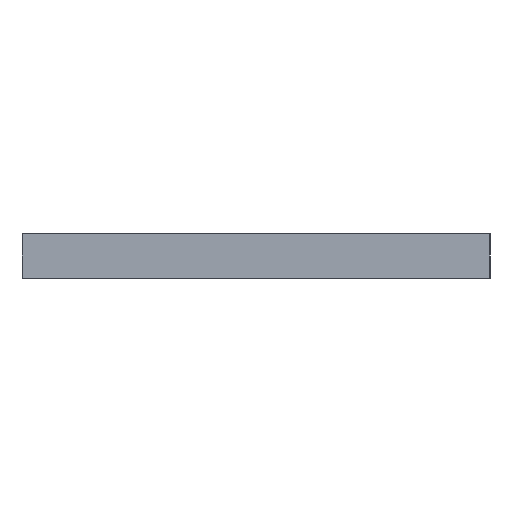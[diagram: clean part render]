
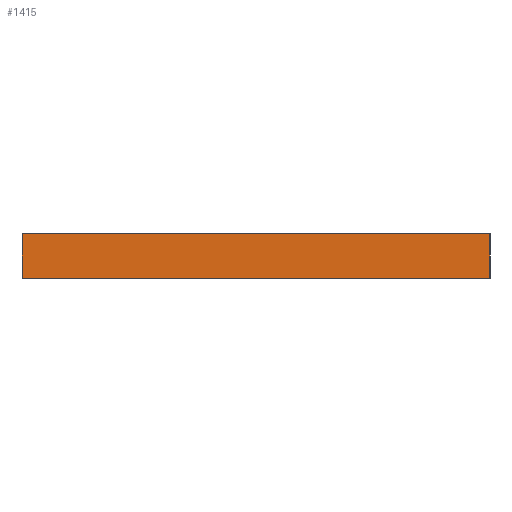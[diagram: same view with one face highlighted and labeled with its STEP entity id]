
A CAD part, left-side view. The second image highlights one B-rep face of the part: STEP entity #1415.
In plain terms, the highlighted planar face has unit normal (-1, 0, 0).
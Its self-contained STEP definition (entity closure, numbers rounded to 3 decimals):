
#8 = EDGE_CURVE ( 'NONE', #1955, #1729, #1020, .T. ) ;
#55 = CARTESIAN_POINT ( 'NONE',  ( -50., -42., 0. ) ) ;
#113 = VERTEX_POINT ( 'NONE', #55 ) ;
#164 = DIRECTION ( 'NONE',  ( 0., -1., 0. ) ) ;
#279 = CARTESIAN_POINT ( 'NONE',  ( -50., -42., 8. ) ) ;
#447 = ORIENTED_EDGE ( 'NONE', *, *, #1877, .F. ) ;
#456 = CARTESIAN_POINT ( 'NONE',  ( -50., -42., 8. ) ) ;
#463 = EDGE_LOOP ( 'NONE', ( #1292, #447, #1539, #2296 ) ) ;
#473 = CARTESIAN_POINT ( 'NONE',  ( -50., 42., 8. ) ) ;
#614 = CARTESIAN_POINT ( 'NONE',  ( -50., 42., 0. ) ) ;
#681 = CARTESIAN_POINT ( 'NONE',  ( -50., 42., 8. ) ) ;
#985 = EDGE_CURVE ( 'NONE', #1955, #2239, #1802, .T. ) ;
#1020 = LINE ( 'NONE', #473, #2361 ) ;
#1022 = CARTESIAN_POINT ( 'NONE',  ( -50., 42., 8. ) ) ;
#1033 = LINE ( 'NONE', #456, #1905 ) ;
#1090 = CARTESIAN_POINT ( 'NONE',  ( -50., 42., 0. ) ) ;
#1246 = AXIS2_PLACEMENT_3D ( 'NONE', #1022, #2169, #1807 ) ;
#1292 = ORIENTED_EDGE ( 'NONE', *, *, #2126, .T. ) ;
#1377 = DIRECTION ( 'NONE',  ( 0., 0., -1. ) ) ;
#1413 = DIRECTION ( 'NONE',  ( 0., -1., 0. ) ) ;
#1415 = ADVANCED_FACE ( 'NONE', ( #2303 ), #1622, .F. ) ;
#1539 = ORIENTED_EDGE ( 'NONE', *, *, #985, .F. ) ;
#1622 = PLANE ( 'NONE',  #1246 ) ;
#1729 = VERTEX_POINT ( 'NONE', #614 ) ;
#1742 = VECTOR ( 'NONE', #1413, 1000. ) ;
#1756 = DIRECTION ( 'NONE',  ( 0., 0., -1. ) ) ;
#1802 = LINE ( 'NONE', #681, #1742 ) ;
#1807 = DIRECTION ( 'NONE',  ( 0., 0., -1. ) ) ;
#1877 = EDGE_CURVE ( 'NONE', #2239, #113, #1033, .T. ) ;
#1905 = VECTOR ( 'NONE', #1377, 1000. ) ;
#1955 = VERTEX_POINT ( 'NONE', #1958 ) ;
#1958 = CARTESIAN_POINT ( 'NONE',  ( -50., 42., 8. ) ) ;
#2006 = LINE ( 'NONE', #1090, #2246 ) ;
#2126 = EDGE_CURVE ( 'NONE', #1729, #113, #2006, .T. ) ;
#2169 = DIRECTION ( 'NONE',  ( 1., 0., 0. ) ) ;
#2239 = VERTEX_POINT ( 'NONE', #279 ) ;
#2246 = VECTOR ( 'NONE', #164, 1000. ) ;
#2296 = ORIENTED_EDGE ( 'NONE', *, *, #8, .T. ) ;
#2303 = FACE_OUTER_BOUND ( 'NONE', #463, .T. ) ;
#2361 = VECTOR ( 'NONE', #1756, 1000. ) ;
